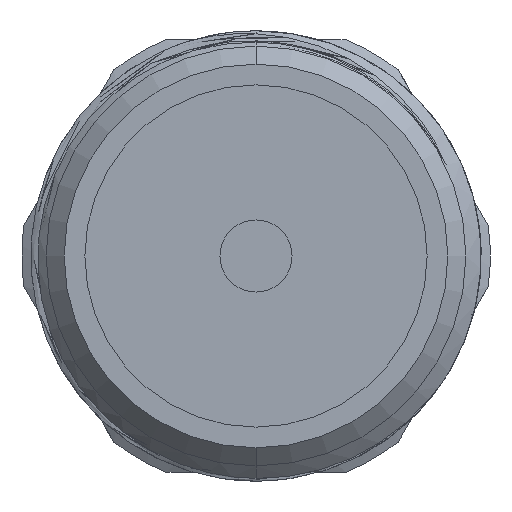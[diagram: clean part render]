
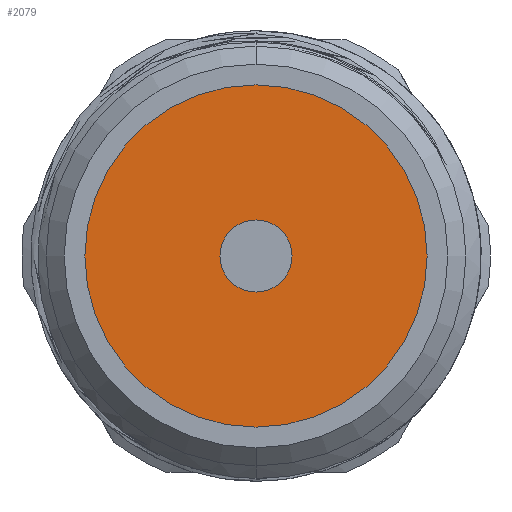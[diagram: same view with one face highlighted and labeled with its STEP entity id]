
A CAD part, front view. The second image highlights one B-rep face of the part: STEP entity #2079.
In plain terms, the highlighted planar face has unit normal (0, -1, 0).
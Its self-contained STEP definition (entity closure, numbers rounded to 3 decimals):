
#15 = EDGE_CURVE ( 'NONE', #517, #695, #4680, .T. ) ;
#37 = AXIS2_PLACEMENT_3D ( 'NONE', #103, #3107, #535 ) ;
#103 = CARTESIAN_POINT ( 'NONE',  ( 0., 4.4, 0. ) ) ;
#308 = ORIENTED_EDGE ( 'NONE', *, *, #3689, .T. ) ;
#441 = AXIS2_PLACEMENT_3D ( 'NONE', #3863, #1282, #4318 ) ;
#517 = VERTEX_POINT ( 'NONE', #1002 ) ;
#535 = DIRECTION ( 'NONE',  ( 0., 0., -1. ) ) ;
#695 = VERTEX_POINT ( 'NONE', #3929 ) ;
#1002 = CARTESIAN_POINT ( 'NONE',  ( 0., 4.4, -2. ) ) ;
#1007 = EDGE_LOOP ( 'NONE', ( #1470, #308 ) ) ;
#1084 = CARTESIAN_POINT ( 'NONE',  ( 0., 4.4, 0. ) ) ;
#1276 = PLANE ( 'NONE',  #4261 ) ;
#1282 = DIRECTION ( 'NONE',  ( 0., 1., 0. ) ) ;
#1433 = CIRCLE ( 'NONE', #3216, 9.5 ) ;
#1470 = ORIENTED_EDGE ( 'NONE', *, *, #5630, .T. ) ;
#1519 = AXIS2_PLACEMENT_3D ( 'NONE', #1084, #2372, #4977 ) ;
#1552 = DIRECTION ( 'NONE',  ( 0., -1., 0. ) ) ;
#1603 = FACE_BOUND ( 'NONE', #2491, .T. ) ;
#1697 = CARTESIAN_POINT ( 'NONE',  ( 0., 4.4, 0. ) ) ;
#1901 = FACE_OUTER_BOUND ( 'NONE', #1007, .T. ) ;
#2079 = ADVANCED_FACE ( 'NONE', ( #1603, #1901 ), #1276, .T. ) ;
#2372 = DIRECTION ( 'NONE',  ( 0., 1., 0. ) ) ;
#2491 = EDGE_LOOP ( 'NONE', ( #2799, #4010 ) ) ;
#2556 = DIRECTION ( 'NONE',  ( 0., 0., -1. ) ) ;
#2799 = ORIENTED_EDGE ( 'NONE', *, *, #15, .T. ) ;
#3048 = CARTESIAN_POINT ( 'NONE',  ( 0., 4.4, -9.5 ) ) ;
#3107 = DIRECTION ( 'NONE',  ( 0., -1., 0. ) ) ;
#3216 = AXIS2_PLACEMENT_3D ( 'NONE', #4155, #1552, #4600 ) ;
#3230 = EDGE_CURVE ( 'NONE', #695, #517, #5329, .T. ) ;
#3593 = VERTEX_POINT ( 'NONE', #3048 ) ;
#3689 = EDGE_CURVE ( 'NONE', #4555, #3593, #5521, .T. ) ;
#3863 = CARTESIAN_POINT ( 'NONE',  ( 0., 4.4, 0. ) ) ;
#3929 = CARTESIAN_POINT ( 'NONE',  ( 0., 4.4, 2. ) ) ;
#4010 = ORIENTED_EDGE ( 'NONE', *, *, #3230, .T. ) ;
#4155 = CARTESIAN_POINT ( 'NONE',  ( 0., 4.4, 0. ) ) ;
#4261 = AXIS2_PLACEMENT_3D ( 'NONE', #1697, #5186, #2556 ) ;
#4318 = DIRECTION ( 'NONE',  ( 0., 0., -1. ) ) ;
#4369 = CARTESIAN_POINT ( 'NONE',  ( 0., 4.4, 9.5 ) ) ;
#4555 = VERTEX_POINT ( 'NONE', #4369 ) ;
#4600 = DIRECTION ( 'NONE',  ( 0., 0., -1. ) ) ;
#4680 = CIRCLE ( 'NONE', #1519, 2. ) ;
#4977 = DIRECTION ( 'NONE',  ( 0., 0., -1. ) ) ;
#5186 = DIRECTION ( 'NONE',  ( 0., -1., 0. ) ) ;
#5329 = CIRCLE ( 'NONE', #441, 2. ) ;
#5521 = CIRCLE ( 'NONE', #37, 9.5 ) ;
#5630 = EDGE_CURVE ( 'NONE', #3593, #4555, #1433, .T. ) ;
